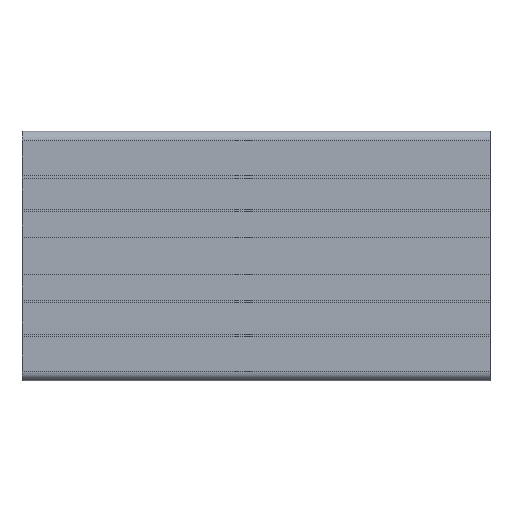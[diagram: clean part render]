
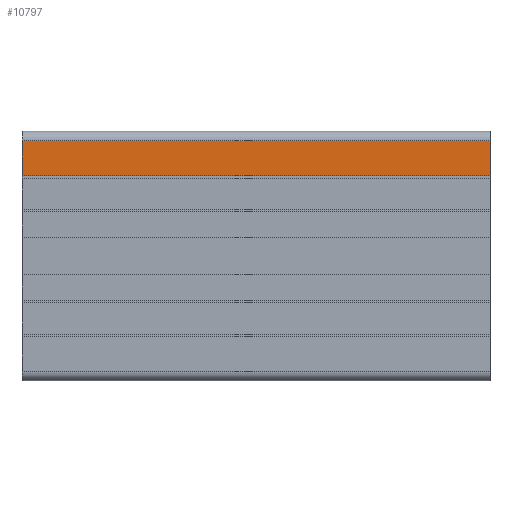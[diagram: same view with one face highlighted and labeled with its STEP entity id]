
A CAD part, front view. The second image highlights one B-rep face of the part: STEP entity #10797.
In plain terms, the highlighted planar face has unit normal (0, -1, 0).
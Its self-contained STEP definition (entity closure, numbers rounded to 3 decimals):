
#73 = PLANE('',#74);
#74 = AXIS2_PLACEMENT_3D('',#75,#76,#77);
#75 = CARTESIAN_POINT('',(0.,0.,0.));
#76 = DIRECTION('',(1.,0.,0.));
#77 = DIRECTION('',(-0.,1.,0.));
#128 = PLANE('',#129);
#129 = AXIS2_PLACEMENT_3D('',#130,#131,#132);
#130 = CARTESIAN_POINT('',(150.,0.,0.)
  );
#131 = DIRECTION('',(1.,0.,0.));
#132 = DIRECTION('',(-0.,1.,0.));
#816 = VERTEX_POINT('',#817);
#817 = CARTESIAN_POINT('',(0.,-20.,25.8));
#831 = PLANE('',#832);
#832 = AXIS2_PLACEMENT_3D('',#833,#834,#835);
#833 = CARTESIAN_POINT('',(0.,-19.25,25.8));
#834 = DIRECTION('',(0.,0.,-1.));
#835 = DIRECTION('',(-1.,0.,0.));
#843 = EDGE_CURVE('',#816,#844,#846,.T.);
#844 = VERTEX_POINT('',#845);
#845 = CARTESIAN_POINT('',(0.,-20.,37.));
#846 = SURFACE_CURVE('',#847,(#851,#858),.PCURVE_S1.);
#847 = LINE('',#848,#849);
#848 = CARTESIAN_POINT('',(0.,-20.,25.8));
#849 = VECTOR('',#850,1.);
#850 = DIRECTION('',(0.,0.,1.));
#851 = PCURVE('',#73,#852);
#852 = DEFINITIONAL_REPRESENTATION('',(#853),#857);
#853 = LINE('',#854,#855);
#854 = CARTESIAN_POINT('',(-20.,25.8));
#855 = VECTOR('',#856,1.);
#856 = DIRECTION('',(0.,1.));
#857 = ( GEOMETRIC_REPRESENTATION_CONTEXT(2) 
PARAMETRIC_REPRESENTATION_CONTEXT() REPRESENTATION_CONTEXT('2D SPACE',''
  ) );
#858 = PCURVE('',#859,#864);
#859 = PLANE('',#860);
#860 = AXIS2_PLACEMENT_3D('',#861,#862,#863);
#861 = CARTESIAN_POINT('',(0.,-20.,31.4));
#862 = DIRECTION('',(0.,-1.,0.));
#863 = DIRECTION('',(0.,0.,-1.));
#864 = DEFINITIONAL_REPRESENTATION('',(#865),#869);
#865 = LINE('',#866,#867);
#866 = CARTESIAN_POINT('',(5.6,0.));
#867 = VECTOR('',#868,1.);
#868 = DIRECTION('',(-1.,0.));
#869 = ( GEOMETRIC_REPRESENTATION_CONTEXT(2) 
PARAMETRIC_REPRESENTATION_CONTEXT() REPRESENTATION_CONTEXT('2D SPACE',''
  ) );
#892 = CYLINDRICAL_SURFACE('',#893,3.);
#893 = AXIS2_PLACEMENT_3D('',#894,#895,#896);
#894 = CARTESIAN_POINT('',(0.,-17.,37.));
#895 = DIRECTION('',(1.,-0.,-0.));
#896 = DIRECTION('',(0.,-0.707,0.707));
#7856 = VERTEX_POINT('',#7857);
#7857 = CARTESIAN_POINT('',(150.,-20.,37.));
#7883 = EDGE_CURVE('',#7884,#7856,#7886,.T.);
#7884 = VERTEX_POINT('',#7885);
#7885 = CARTESIAN_POINT('',(150.,-20.,25.8));
#7886 = SURFACE_CURVE('',#7887,(#7891,#7898),.PCURVE_S1.);
#7887 = LINE('',#7888,#7889);
#7888 = CARTESIAN_POINT('',(150.,-20.,25.8));
#7889 = VECTOR('',#7890,1.);
#7890 = DIRECTION('',(0.,0.,1.));
#7891 = PCURVE('',#128,#7892);
#7892 = DEFINITIONAL_REPRESENTATION('',(#7893),#7897);
#7893 = LINE('',#7894,#7895);
#7894 = CARTESIAN_POINT('',(-20.,25.8));
#7895 = VECTOR('',#7896,1.);
#7896 = DIRECTION('',(0.,1.));
#7897 = ( GEOMETRIC_REPRESENTATION_CONTEXT(2) 
PARAMETRIC_REPRESENTATION_CONTEXT() REPRESENTATION_CONTEXT('2D SPACE',''
  ) );
#7898 = PCURVE('',#859,#7899);
#7899 = DEFINITIONAL_REPRESENTATION('',(#7900),#7904);
#7900 = LINE('',#7901,#7902);
#7901 = CARTESIAN_POINT('',(5.6,150.));
#7902 = VECTOR('',#7903,1.);
#7903 = DIRECTION('',(-1.,0.));
#7904 = ( GEOMETRIC_REPRESENTATION_CONTEXT(2) 
PARAMETRIC_REPRESENTATION_CONTEXT() REPRESENTATION_CONTEXT('2D SPACE',''
  ) );
#10755 = EDGE_CURVE('',#816,#7884,#10756,.T.);
#10756 = SURFACE_CURVE('',#10757,(#10761,#10768),.PCURVE_S1.);
#10757 = LINE('',#10758,#10759);
#10758 = CARTESIAN_POINT('',(0.,-20.,25.8));
#10759 = VECTOR('',#10760,1.);
#10760 = DIRECTION('',(1.,0.,0.));
#10761 = PCURVE('',#831,#10762);
#10762 = DEFINITIONAL_REPRESENTATION('',(#10763),#10767);
#10763 = LINE('',#10764,#10765);
#10764 = CARTESIAN_POINT('',(-0.,-0.75));
#10765 = VECTOR('',#10766,1.);
#10766 = DIRECTION('',(-1.,0.));
#10767 = ( GEOMETRIC_REPRESENTATION_CONTEXT(2) 
PARAMETRIC_REPRESENTATION_CONTEXT() REPRESENTATION_CONTEXT('2D SPACE',''
  ) );
#10768 = PCURVE('',#859,#10769);
#10769 = DEFINITIONAL_REPRESENTATION('',(#10770),#10774);
#10770 = LINE('',#10771,#10772);
#10771 = CARTESIAN_POINT('',(5.6,0.));
#10772 = VECTOR('',#10773,1.);
#10773 = DIRECTION('',(0.,1.));
#10774 = ( GEOMETRIC_REPRESENTATION_CONTEXT(2) 
PARAMETRIC_REPRESENTATION_CONTEXT() REPRESENTATION_CONTEXT('2D SPACE',''
  ) );
#10797 = ADVANCED_FACE('',(#10798),#859,.T.);
#10798 = FACE_BOUND('',#10799,.T.);
#10799 = EDGE_LOOP('',(#10800,#10801,#10822,#10823));
#10800 = ORIENTED_EDGE('',*,*,#7883,.T.);
#10801 = ORIENTED_EDGE('',*,*,#10802,.F.);
#10802 = EDGE_CURVE('',#844,#7856,#10803,.T.);
#10803 = SURFACE_CURVE('',#10804,(#10808,#10815),.PCURVE_S1.);
#10804 = LINE('',#10805,#10806);
#10805 = CARTESIAN_POINT('',(0.,-20.,37.));
#10806 = VECTOR('',#10807,1.);
#10807 = DIRECTION('',(1.,0.,0.));
#10808 = PCURVE('',#859,#10809);
#10809 = DEFINITIONAL_REPRESENTATION('',(#10810),#10814);
#10810 = LINE('',#10811,#10812);
#10811 = CARTESIAN_POINT('',(-5.6,0.));
#10812 = VECTOR('',#10813,1.);
#10813 = DIRECTION('',(0.,1.));
#10814 = ( GEOMETRIC_REPRESENTATION_CONTEXT(2) 
PARAMETRIC_REPRESENTATION_CONTEXT() REPRESENTATION_CONTEXT('2D SPACE',''
  ) );
#10815 = PCURVE('',#892,#10816);
#10816 = DEFINITIONAL_REPRESENTATION('',(#10817),#10821);
#10817 = LINE('',#10818,#10819);
#10818 = CARTESIAN_POINT('',(7.069,0.));
#10819 = VECTOR('',#10820,1.);
#10820 = DIRECTION('',(0.,1.));
#10821 = ( GEOMETRIC_REPRESENTATION_CONTEXT(2) 
PARAMETRIC_REPRESENTATION_CONTEXT() REPRESENTATION_CONTEXT('2D SPACE',''
  ) );
#10822 = ORIENTED_EDGE('',*,*,#843,.F.);
#10823 = ORIENTED_EDGE('',*,*,#10755,.T.);
